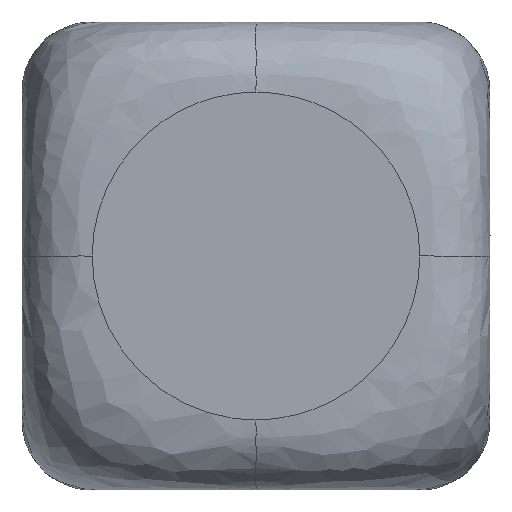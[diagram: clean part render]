
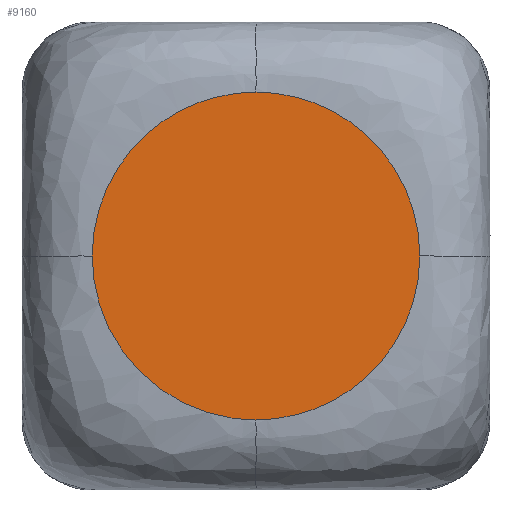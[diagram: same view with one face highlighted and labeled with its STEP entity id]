
A CAD part, left-side view. The second image highlights one B-rep face of the part: STEP entity #9160.
In plain terms, the highlighted free-form (B-spline) face has degree [1, 1] with [2, 2] control points.
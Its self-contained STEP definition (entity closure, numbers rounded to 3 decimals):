
#4037 = VERTEX_POINT('',#4038);
#4038 = CARTESIAN_POINT('',(-49.259,0.,
    34.481));
#4062 = EDGE_CURVE('',#4063,#4037,#4065,.T.);
#4063 = VERTEX_POINT('',#4064);
#4064 = CARTESIAN_POINT('',(-49.259,-34.481,
    0.));
#4065 = B_SPLINE_CURVE_WITH_KNOTS('',5,(#4066,#4067,#4068,#4069,#4070,
    #4071,#4072,#4073,#4074,#4075,#4076,#4077,#4078,#4079,#4080,#4081,
    #4082,#4083,#4084,#4085,#4086,#4087,#4088,#4089),.UNSPECIFIED.,.F.,
  .F.,(6,3,3,3,3,3,3,6),(-95.224,-87.289,-79.354,
    -63.483,-47.612,-39.677,-35.709,
    -31.741),.UNSPECIFIED.);
#4066 = CARTESIAN_POINT('',(-49.259,-34.481,
    0.));
#4067 = CARTESIAN_POINT('',(-49.258,-34.481,
    1.354));
#4068 = CARTESIAN_POINT('',(-49.258,-34.414,
    2.707));
#4069 = CARTESIAN_POINT('',(-49.258,-34.281,
    4.058));
#4070 = CARTESIAN_POINT('',(-49.259,-33.884,
    6.74));
#4071 = CARTESIAN_POINT('',(-49.259,-33.225,
    9.37));
#4072 = CARTESIAN_POINT('',(-49.259,-32.831,
    10.668));
#4073 = CARTESIAN_POINT('',(-49.259,-31.461,
    14.497));
#4074 = CARTESIAN_POINT('',(-49.258,-29.538,
    18.097));
#4075 = CARTESIAN_POINT('',(-49.259,-28.024,
    20.364));
#4076 = CARTESIAN_POINT('',(-49.259,-24.57,
    24.57));
#4077 = CARTESIAN_POINT('',(-49.259,-20.364,
    28.024));
#4078 = CARTESIAN_POINT('',(-49.259,-18.097,
    29.538));
#4079 = CARTESIAN_POINT('',(-49.259,-14.497,
    31.461));
#4080 = CARTESIAN_POINT('',(-49.259,-10.668,
    32.831));
#4081 = CARTESIAN_POINT('',(-49.259,-9.37,
    33.225));
#4082 = CARTESIAN_POINT('',(-49.259,-7.397,
    33.719));
#4083 = CARTESIAN_POINT('',(-49.259,-5.396,
    34.066));
#4084 = CARTESIAN_POINT('',(-49.259,-4.726,
    34.166));
#4085 = CARTESIAN_POINT('',(-49.259,-3.381,
    34.331));
#4086 = CARTESIAN_POINT('',(-49.259,-2.031,
    34.431));
#4087 = CARTESIAN_POINT('',(-49.259,-1.354,
    34.464));
#4088 = CARTESIAN_POINT('',(-49.258,-0.677,
    34.48));
#4089 = CARTESIAN_POINT('',(-49.259,0.,
    34.481));
#5351 = EDGE_CURVE('',#5352,#4037,#5354,.T.);
#5352 = VERTEX_POINT('',#5353);
#5353 = CARTESIAN_POINT('',(-49.259,34.481,0.));
#5354 = B_SPLINE_CURVE_WITH_KNOTS('',5,(#5355,#5356,#5357,#5358,#5359,
    #5360,#5361,#5362,#5363,#5364,#5365,#5366,#5367,#5368,#5369,#5370,
    #5371,#5372,#5373,#5374,#5375,#5376,#5377,#5378),.UNSPECIFIED.,.F.,
  .F.,(6,3,3,3,3,3,3,6),(-95.224,-87.289,-79.354,
    -63.483,-47.612,-39.677,-35.709,
    -31.741),.UNSPECIFIED.);
#5355 = CARTESIAN_POINT('',(-49.259,34.481,
    0.));
#5356 = CARTESIAN_POINT('',(-49.258,34.481,
    1.354));
#5357 = CARTESIAN_POINT('',(-49.258,34.414,
    2.707));
#5358 = CARTESIAN_POINT('',(-49.258,34.281,
    4.058));
#5359 = CARTESIAN_POINT('',(-49.259,33.884,
    6.74));
#5360 = CARTESIAN_POINT('',(-49.259,33.225,
    9.37));
#5361 = CARTESIAN_POINT('',(-49.259,32.831,
    10.668));
#5362 = CARTESIAN_POINT('',(-49.259,31.461,
    14.497));
#5363 = CARTESIAN_POINT('',(-49.258,29.538,
    18.097));
#5364 = CARTESIAN_POINT('',(-49.259,28.024,
    20.364));
#5365 = CARTESIAN_POINT('',(-49.259,24.57,
    24.57));
#5366 = CARTESIAN_POINT('',(-49.259,20.364,
    28.024));
#5367 = CARTESIAN_POINT('',(-49.259,18.097,
    29.538));
#5368 = CARTESIAN_POINT('',(-49.259,14.497,
    31.461));
#5369 = CARTESIAN_POINT('',(-49.259,10.668,
    32.831));
#5370 = CARTESIAN_POINT('',(-49.259,9.37,33.225
    ));
#5371 = CARTESIAN_POINT('',(-49.259,7.397,
    33.719));
#5372 = CARTESIAN_POINT('',(-49.259,5.396,
    34.066));
#5373 = CARTESIAN_POINT('',(-49.259,4.726,
    34.166));
#5374 = CARTESIAN_POINT('',(-49.259,3.381,
    34.331));
#5375 = CARTESIAN_POINT('',(-49.259,2.031,
    34.431));
#5376 = CARTESIAN_POINT('',(-49.259,1.354,
    34.464));
#5377 = CARTESIAN_POINT('',(-49.258,0.677,34.48
    ));
#5378 = CARTESIAN_POINT('',(-49.259,0.,
    34.481));
#7916 = VERTEX_POINT('',#7917);
#7917 = CARTESIAN_POINT('',(-49.259,0.,
    -34.481));
#7941 = EDGE_CURVE('',#4063,#7916,#7942,.T.);
#7942 = B_SPLINE_CURVE_WITH_KNOTS('',5,(#7943,#7944,#7945,#7946,#7947,
    #7948,#7949,#7950,#7951,#7952,#7953,#7954,#7955,#7956,#7957,#7958,
    #7959,#7960,#7961,#7962,#7963,#7964,#7965,#7966),.UNSPECIFIED.,.F.,
  .F.,(6,3,3,3,3,3,3,6),(-95.224,-87.289,-79.354,
    -63.483,-47.612,-39.677,-35.709,
    -31.741),.UNSPECIFIED.);
#7943 = CARTESIAN_POINT('',(-49.259,-34.481,
    0.));
#7944 = CARTESIAN_POINT('',(-49.258,-34.481,
    -1.354));
#7945 = CARTESIAN_POINT('',(-49.258,-34.414,
    -2.707));
#7946 = CARTESIAN_POINT('',(-49.258,-34.281,
    -4.058));
#7947 = CARTESIAN_POINT('',(-49.259,-33.884,
    -6.74));
#7948 = CARTESIAN_POINT('',(-49.259,-33.225,
    -9.37));
#7949 = CARTESIAN_POINT('',(-49.259,-32.831,
    -10.668));
#7950 = CARTESIAN_POINT('',(-49.259,-31.461,
    -14.497));
#7951 = CARTESIAN_POINT('',(-49.258,-29.538,
    -18.097));
#7952 = CARTESIAN_POINT('',(-49.259,-28.024,
    -20.364));
#7953 = CARTESIAN_POINT('',(-49.259,-24.57,
    -24.57));
#7954 = CARTESIAN_POINT('',(-49.259,-20.364,
    -28.024));
#7955 = CARTESIAN_POINT('',(-49.259,-18.097,
    -29.538));
#7956 = CARTESIAN_POINT('',(-49.259,-14.497,
    -31.461));
#7957 = CARTESIAN_POINT('',(-49.259,-10.668,
    -32.831));
#7958 = CARTESIAN_POINT('',(-49.259,-9.37,
    -33.225));
#7959 = CARTESIAN_POINT('',(-49.259,-7.397,
    -33.719));
#7960 = CARTESIAN_POINT('',(-49.259,-5.396,
    -34.066));
#7961 = CARTESIAN_POINT('',(-49.259,-4.726,
    -34.166));
#7962 = CARTESIAN_POINT('',(-49.259,-3.381,
    -34.331));
#7963 = CARTESIAN_POINT('',(-49.259,-2.031,
    -34.431));
#7964 = CARTESIAN_POINT('',(-49.259,-1.354,
    -34.464));
#7965 = CARTESIAN_POINT('',(-49.258,-0.677,
    -34.48));
#7966 = CARTESIAN_POINT('',(-49.259,0.,
    -34.481));
#9160 = ADVANCED_FACE('',(#9161),#9172,.T.);
#9161 = FACE_BOUND('',#9162,.T.);
#9162 = EDGE_LOOP('',(#9163,#9164,#9165,#9171));
#9163 = ORIENTED_EDGE('',*,*,#4062,.T.);
#9164 = ORIENTED_EDGE('',*,*,#5351,.F.);
#9165 = ORIENTED_EDGE('',*,*,#9166,.T.);
#9166 = EDGE_CURVE('',#5352,#7916,#9167,.T.);
#9167 = ( BOUNDED_CURVE() B_SPLINE_CURVE(2,(#9168,#9169,#9170),
.UNSPECIFIED.,.F.,.F.) B_SPLINE_CURVE_WITH_KNOTS((3,3),(4.712,
6.283),.PIECEWISE_BEZIER_KNOTS.) CURVE() 
GEOMETRIC_REPRESENTATION_ITEM() RATIONAL_B_SPLINE_CURVE((1.,
0.707,1.)) REPRESENTATION_ITEM('') );
#9168 = CARTESIAN_POINT('',(-49.259,34.481,
    0.));
#9169 = CARTESIAN_POINT('',(-49.259,34.481,
    -34.481));
#9170 = CARTESIAN_POINT('',(-49.259,0.,
    -34.481));
#9171 = ORIENTED_EDGE('',*,*,#7941,.F.);
#9172 = B_SPLINE_SURFACE_WITH_KNOTS('',1,1,(
    (#9173,#9174)
    ,(#9175,#9176
    )),.UNSPECIFIED.,.F.,.F.,.F.,(2,2),(2,2),(15.,
    85.),(-35.,35.),
  .PIECEWISE_BEZIER_KNOTS.);
#9173 = CARTESIAN_POINT('',(-49.259,-34.481,
    -34.481));
#9174 = CARTESIAN_POINT('',(-49.259,34.481,
    -34.481));
#9175 = CARTESIAN_POINT('',(-49.259,-34.481,
    34.481));
#9176 = CARTESIAN_POINT('',(-49.259,34.481,
    34.481));
